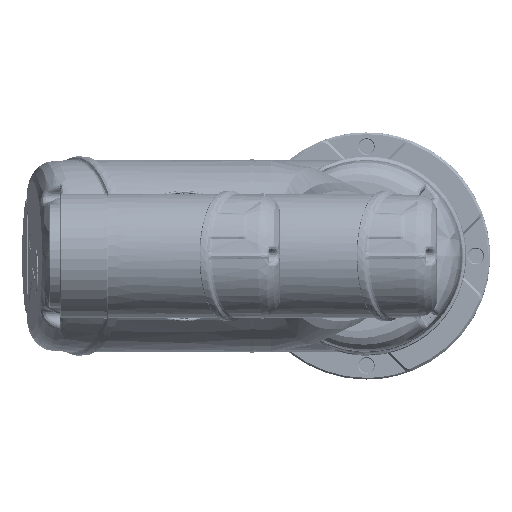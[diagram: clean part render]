
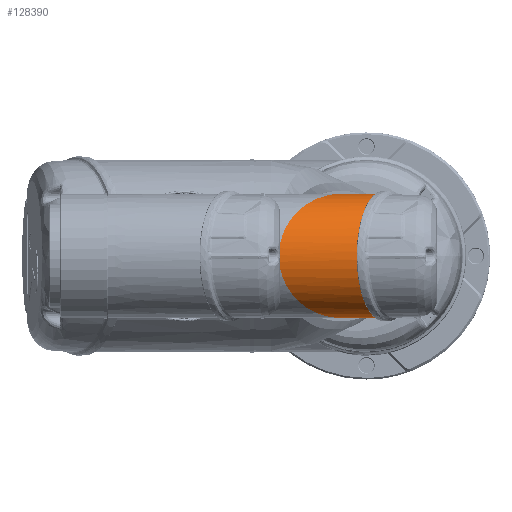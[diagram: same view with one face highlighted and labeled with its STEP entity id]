
A CAD part, left-side view. The second image highlights one B-rep face of the part: STEP entity #128390.
In plain terms, the highlighted cylindrical face has radius 37.5 mm (diameter 75 mm), a partial arc.
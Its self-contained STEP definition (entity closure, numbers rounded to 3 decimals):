
#2389 = AXIS2_PLACEMENT_3D ( 'NONE', #143025, #118799, #130917 ) ;
#8205 = CARTESIAN_POINT ( 'NONE',  ( 0., 24.731, 37.5 ) ) ;
#8228 = CARTESIAN_POINT ( 'NONE',  ( -75., -5.269, 37.5 ) ) ;
#8240 = CARTESIAN_POINT ( 'NONE',  ( 0., 0., 37.5 ) ) ;
#8493 = ORIENTED_EDGE ( 'NONE', *, *, #95275, .T. ) ;
#17659 = VERTEX_POINT ( 'NONE', #25812 ) ;
#20868 = CARTESIAN_POINT ( 'NONE',  ( 0., 24.731, -37.5 ) ) ;
#20880 = CARTESIAN_POINT ( 'NONE',  ( -75., -75., -37.5 ) ) ;
#21788 = CARTESIAN_POINT ( 'NONE',  ( 0., 24.731, -37.5 ) ) ;
#25812 = CARTESIAN_POINT ( 'NONE',  ( 0., 0., -37.5 ) ) ;
#29811 = ORIENTED_EDGE ( 'NONE', *, *, #123563, .F. ) ;
#31785 = LINE ( 'NONE', #146656, #92028 ) ;
#36818 = FACE_OUTER_BOUND ( 'NONE', #140715, .T. ) ;
#46225 = ORIENTED_EDGE ( 'NONE', *, *, #77172, .F. ) ;
#52633 =( BOUNDED_CURVE ( )  B_SPLINE_CURVE ( 3, ( #68669, #8228, #92915, #20868 ),
 .UNSPECIFIED., .F., .F. ) 
 B_SPLINE_CURVE_WITH_KNOTS ( ( 4, 4 ),
 ( 1.571, 4.712 ),
 .UNSPECIFIED. ) 
 CURVE ( )  GEOMETRIC_REPRESENTATION_ITEM ( )  RATIONAL_B_SPLINE_CURVE ( ( 1., 0.333, 0.333, 1. ) ) 
 REPRESENTATION_ITEM ( '' )  );
#63344 = VERTEX_POINT ( 'NONE', #141981 ) ;
#68669 = CARTESIAN_POINT ( 'NONE',  ( 0., 24.731, 37.5 ) ) ;
#68932 = EDGE_CURVE ( 'NONE', #63344, #131783, #139765, .T. ) ;
#74401 = DIRECTION ( 'NONE',  ( 0., 1., 0. ) ) ;
#77172 = EDGE_CURVE ( 'NONE', #63344, #17659, #113840, .T. ) ;
#88765 = ORIENTED_EDGE ( 'NONE', *, *, #68932, .T. ) ;
#92028 = VECTOR ( 'NONE', #74401, 1000. ) ;
#92915 = CARTESIAN_POINT ( 'NONE',  ( -75., -5.269, -37.5 ) ) ;
#95275 = EDGE_CURVE ( 'NONE', #131783, #117450, #52633, .T. ) ;
#97002 = CYLINDRICAL_SURFACE ( 'NONE', #2389, 37.5 ) ;
#105030 = CARTESIAN_POINT ( 'NONE',  ( 0., 0., -37.5 ) ) ;
#107686 = VECTOR ( 'NONE', #124167, 1000. ) ;
#112032 = CARTESIAN_POINT ( 'NONE',  ( 0., -146.066, 37.5 ) ) ;
#113840 =( BOUNDED_CURVE ( )  B_SPLINE_CURVE ( 3, ( #8240, #140938, #20880, #105030 ),
 .UNSPECIFIED., .F., .F. ) 
 B_SPLINE_CURVE_WITH_KNOTS ( ( 4, 4 ),
 ( 1.571, 4.712 ),
 .UNSPECIFIED. ) 
 CURVE ( )  GEOMETRIC_REPRESENTATION_ITEM ( )  RATIONAL_B_SPLINE_CURVE ( ( 1., 0.333, 0.333, 1. ) ) 
 REPRESENTATION_ITEM ( '' )  );
#117450 = VERTEX_POINT ( 'NONE', #21788 ) ;
#118799 = DIRECTION ( 'NONE',  ( 0., 1., 0. ) ) ;
#123563 = EDGE_CURVE ( 'NONE', #17659, #117450, #31785, .T. ) ;
#124167 = DIRECTION ( 'NONE',  ( 0., 1., 0. ) ) ;
#128390 = ADVANCED_FACE ( 'NONE', ( #36818 ), #97002, .T. ) ;
#130917 = DIRECTION ( 'NONE',  ( 0., 0., 1. ) ) ;
#131783 = VERTEX_POINT ( 'NONE', #8205 ) ;
#139765 = LINE ( 'NONE', #112032, #107686 ) ;
#140715 = EDGE_LOOP ( 'NONE', ( #29811, #46225, #88765, #8493 ) ) ;
#140938 = CARTESIAN_POINT ( 'NONE',  ( -75., -75., 37.5 ) ) ;
#141981 = CARTESIAN_POINT ( 'NONE',  ( 0., 0., 37.5 ) ) ;
#143025 = CARTESIAN_POINT ( 'NONE',  ( 0., -146.066, 0. ) ) ;
#146656 = CARTESIAN_POINT ( 'NONE',  ( 0., -146.066, -37.5 ) ) ;
